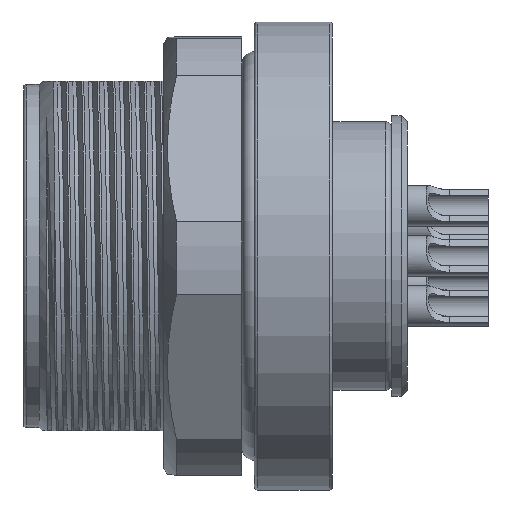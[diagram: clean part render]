
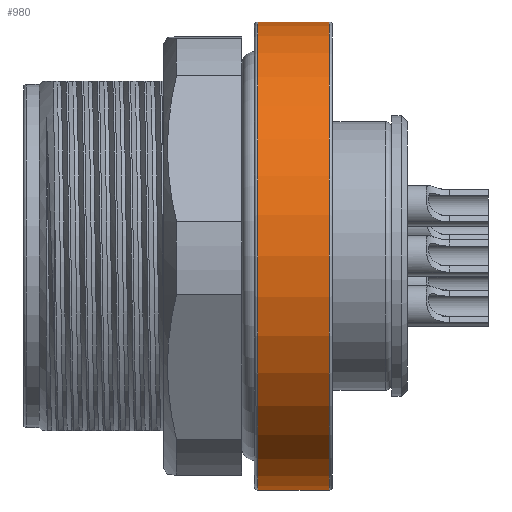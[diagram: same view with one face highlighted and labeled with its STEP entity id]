
A CAD part, front view. The second image highlights one B-rep face of the part: STEP entity #980.
In plain terms, the highlighted cylindrical face has radius 7.5 mm (diameter 15 mm), a partial arc.
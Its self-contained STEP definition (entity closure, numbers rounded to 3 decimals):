
#980 = ADVANCED_FACE ( 'NONE', ( #32081 ), #52124, .T. ) ;
#2515 = ORIENTED_EDGE ( 'NONE', *, *, #36646, .F. ) ;
#3790 = CIRCLE ( 'NONE', #55262, 7.5 ) ;
#4110 = CIRCLE ( 'NONE', #32734, 7.5 ) ;
#5638 = CARTESIAN_POINT ( 'NONE',  ( -16.027, 0., 7.5 ) ) ;
#6760 = CARTESIAN_POINT ( 'NONE',  ( -16.027, 0., -7.5 ) ) ;
#7698 = LINE ( 'NONE', #5638, #51700 ) ;
#9694 = CARTESIAN_POINT ( 'NONE',  ( 9., 0., 7.5 ) ) ;
#9924 = EDGE_LOOP ( 'NONE', ( #2515, #20608, #43251, #48940 ) ) ;
#12540 = CARTESIAN_POINT ( 'NONE',  ( 6.7, 0., -7.5 ) ) ;
#12801 = CARTESIAN_POINT ( 'NONE',  ( -16.027, 0., 0. ) ) ;
#15650 = VERTEX_POINT ( 'NONE', #30037 ) ;
#17096 = DIRECTION ( 'NONE',  ( 0., 0., -1. ) ) ;
#18600 = CARTESIAN_POINT ( 'NONE',  ( 9., 0., -7.5 ) ) ;
#18741 = EDGE_CURVE ( 'NONE', #15650, #33162, #4110, .T. ) ;
#19591 = AXIS2_PLACEMENT_3D ( 'NONE', #12801, #42640, #17096 ) ;
#20608 = ORIENTED_EDGE ( 'NONE', *, *, #18741, .T. ) ;
#23595 = DIRECTION ( 'NONE',  ( 1., 0., 0. ) ) ;
#25206 = CARTESIAN_POINT ( 'NONE',  ( 9., 0., 0. ) ) ;
#26817 = DIRECTION ( 'NONE',  ( 1., 0., 0. ) ) ;
#29505 = DIRECTION ( 'NONE',  ( 0., 0., -1. ) ) ;
#30037 = CARTESIAN_POINT ( 'NONE',  ( 6.7, 0., 7.5 ) ) ;
#31676 = VECTOR ( 'NONE', #53732, 1000. ) ;
#32081 = FACE_OUTER_BOUND ( 'NONE', #9924, .T. ) ;
#32734 = AXIS2_PLACEMENT_3D ( 'NONE', #49172, #23595, #53503 ) ;
#33162 = VERTEX_POINT ( 'NONE', #12540 ) ;
#34517 = EDGE_CURVE ( 'NONE', #48532, #38887, #3790, .T. ) ;
#35218 = EDGE_CURVE ( 'NONE', #33162, #48532, #43080, .T. ) ;
#36646 = EDGE_CURVE ( 'NONE', #15650, #38887, #7698, .T. ) ;
#38887 = VERTEX_POINT ( 'NONE', #9694 ) ;
#42640 = DIRECTION ( 'NONE',  ( 1., 0., 0. ) ) ;
#43080 = LINE ( 'NONE', #6760, #31676 ) ;
#43251 = ORIENTED_EDGE ( 'NONE', *, *, #35218, .T. ) ;
#48532 = VERTEX_POINT ( 'NONE', #18600 ) ;
#48940 = ORIENTED_EDGE ( 'NONE', *, *, #34517, .T. ) ;
#49172 = CARTESIAN_POINT ( 'NONE',  ( 6.7, 0., 0. ) ) ;
#51700 = VECTOR ( 'NONE', #26817, 1000. ) ;
#52124 = CYLINDRICAL_SURFACE ( 'NONE', #19591, 7.5 ) ;
#53503 = DIRECTION ( 'NONE',  ( 0., 0., 1. ) ) ;
#53732 = DIRECTION ( 'NONE',  ( 1., 0., 0. ) ) ;
#55125 = DIRECTION ( 'NONE',  ( -1., 0., 0. ) ) ;
#55262 = AXIS2_PLACEMENT_3D ( 'NONE', #25206, #55125, #29505 ) ;
